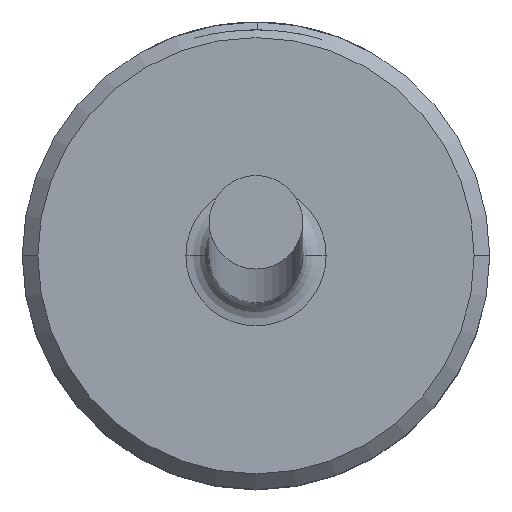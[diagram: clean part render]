
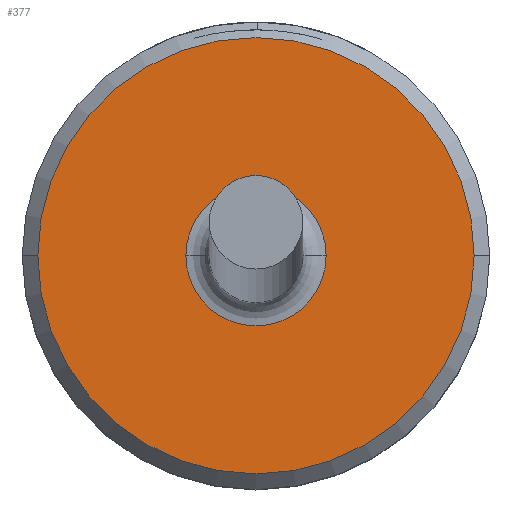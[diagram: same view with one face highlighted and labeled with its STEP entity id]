
A CAD part, top view. The second image highlights one B-rep face of the part: STEP entity #377.
In plain terms, the highlighted planar face has unit normal (0, 0, 1).
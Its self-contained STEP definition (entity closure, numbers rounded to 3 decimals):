
#9 = ORIENTED_EDGE ( 'NONE', *, *, #454, .T. ) ;
#31 = AXIS2_PLACEMENT_3D ( 'NONE', #945, #389, #1029 ) ;
#40 = ORIENTED_EDGE ( 'NONE', *, *, #642, .T. ) ;
#95 = CARTESIAN_POINT ( 'NONE',  ( 0., 0., 4. ) ) ;
#155 = EDGE_CURVE ( 'NONE', #260, #939, #177, .T. ) ;
#158 = CIRCLE ( 'NONE', #236, 0.9 ) ;
#172 = VERTEX_POINT ( 'NONE', #1158 ) ;
#177 = CIRCLE ( 'NONE', #1137, 2.8 ) ;
#186 = DIRECTION ( 'NONE',  ( -1., 0., 0. ) ) ;
#197 = ORIENTED_EDGE ( 'NONE', *, *, #716, .T. ) ;
#236 = AXIS2_PLACEMENT_3D ( 'NONE', #95, #747, #186 ) ;
#260 = VERTEX_POINT ( 'NONE', #717 ) ;
#347 = EDGE_LOOP ( 'NONE', ( #197, #40 ) ) ;
#360 = DIRECTION ( 'NONE',  ( 0., 0., -1. ) ) ;
#377 = ADVANCED_FACE ( 'NONE', ( #510, #726 ), #1016, .T. ) ;
#388 = CARTESIAN_POINT ( 'NONE',  ( -2.8, 0., 4. ) ) ;
#389 = DIRECTION ( 'NONE',  ( 0., 0., 1. ) ) ;
#446 = VERTEX_POINT ( 'NONE', #1022 ) ;
#454 = EDGE_CURVE ( 'NONE', #939, #260, #906, .T. ) ;
#457 = DIRECTION ( 'NONE',  ( 1., 0., 0. ) ) ;
#510 = FACE_OUTER_BOUND ( 'NONE', #855, .T. ) ;
#642 = EDGE_CURVE ( 'NONE', #172, #446, #919, .T. ) ;
#656 = DIRECTION ( 'NONE',  ( 0., 0., 1. ) ) ;
#716 = EDGE_CURVE ( 'NONE', #446, #172, #158, .T. ) ;
#717 = CARTESIAN_POINT ( 'NONE',  ( 2.8, 0., 4. ) ) ;
#726 = FACE_BOUND ( 'NONE', #347, .T. ) ;
#747 = DIRECTION ( 'NONE',  ( 0., 0., -1. ) ) ;
#855 = EDGE_LOOP ( 'NONE', ( #9, #997 ) ) ;
#906 = CIRCLE ( 'NONE', #31, 2.8 ) ;
#917 = CARTESIAN_POINT ( 'NONE',  ( 0., 0., 4. ) ) ;
#919 = CIRCLE ( 'NONE', #963, 0.9 ) ;
#928 = CARTESIAN_POINT ( 'NONE',  ( 0., 0., 4. ) ) ;
#939 = VERTEX_POINT ( 'NONE', #388 ) ;
#945 = CARTESIAN_POINT ( 'NONE',  ( 0., 0., 4. ) ) ;
#963 = AXIS2_PLACEMENT_3D ( 'NONE', #917, #360, #1005 ) ;
#997 = ORIENTED_EDGE ( 'NONE', *, *, #155, .T. ) ;
#999 = DIRECTION ( 'NONE',  ( 0., 0., 1. ) ) ;
#1001 = CARTESIAN_POINT ( 'NONE',  ( 0., 0., 4. ) ) ;
#1005 = DIRECTION ( 'NONE',  ( -1., 0., 0. ) ) ;
#1016 = PLANE ( 'NONE',  #1148 ) ;
#1022 = CARTESIAN_POINT ( 'NONE',  ( -0.9, 0., 4. ) ) ;
#1029 = DIRECTION ( 'NONE',  ( 1., 0., 0. ) ) ;
#1097 = DIRECTION ( 'NONE',  ( 1., 0., 0. ) ) ;
#1137 = AXIS2_PLACEMENT_3D ( 'NONE', #1001, #999, #457 ) ;
#1148 = AXIS2_PLACEMENT_3D ( 'NONE', #928, #656, #1097 ) ;
#1158 = CARTESIAN_POINT ( 'NONE',  ( 0.9, 0., 4. ) ) ;
